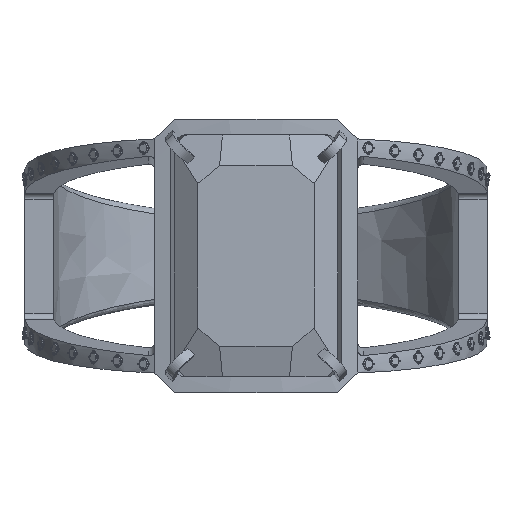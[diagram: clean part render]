
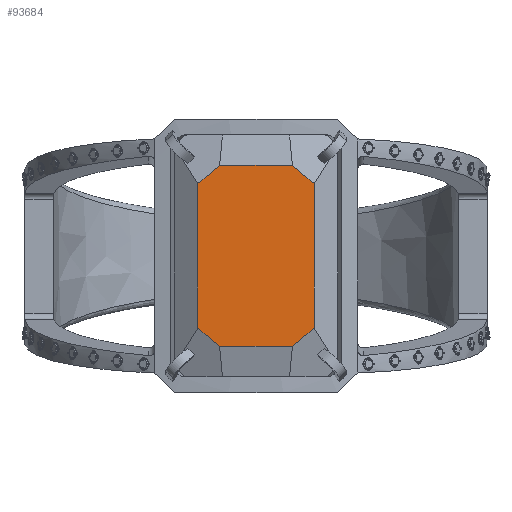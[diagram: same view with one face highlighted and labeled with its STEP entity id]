
A CAD part, top view. The second image highlights one B-rep face of the part: STEP entity #93684.
In plain terms, the highlighted planar face has unit normal (0, 0, 1).
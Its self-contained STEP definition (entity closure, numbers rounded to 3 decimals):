
#93684 = ADVANCED_FACE('',(#93685),#93751,.T.);
#93685 = FACE_BOUND('',#93686,.T.);
#93686 = EDGE_LOOP('',(#93687,#93697,#93705,#93713,#93721,#93729,#93737,
    #93745));
#93687 = ORIENTED_EDGE('',*,*,#93688,.F.);
#93688 = EDGE_CURVE('',#93689,#93691,#93693,.T.);
#93689 = VERTEX_POINT('',#93690);
#93690 = CARTESIAN_POINT('',(1.48,-3.681,20.237));
#93691 = VERTEX_POINT('',#93692);
#93692 = CARTESIAN_POINT('',(-1.48,-3.681,20.237));
#93693 = LINE('',#93694,#93695);
#93694 = CARTESIAN_POINT('',(-0.032,-3.681,20.237)
  );
#93695 = VECTOR('',#93696,1.);
#93696 = DIRECTION('',(-1.,0.,0.));
#93697 = ORIENTED_EDGE('',*,*,#93698,.T.);
#93698 = EDGE_CURVE('',#93689,#93699,#93701,.T.);
#93699 = VERTEX_POINT('',#93700);
#93700 = CARTESIAN_POINT('',(2.369,-2.935,20.237));
#93701 = LINE('',#93702,#93703);
#93702 = CARTESIAN_POINT('',(3.54,-1.953,20.237));
#93703 = VECTOR('',#93704,1.);
#93704 = DIRECTION('',(0.766,0.643,0.));
#93705 = ORIENTED_EDGE('',*,*,#93706,.F.);
#93706 = EDGE_CURVE('',#93707,#93699,#93709,.T.);
#93707 = VERTEX_POINT('',#93708);
#93708 = CARTESIAN_POINT('',(2.369,2.935,20.237));
#93709 = LINE('',#93710,#93711);
#93710 = CARTESIAN_POINT('',(2.369,2.304,20.237));
#93711 = VECTOR('',#93712,1.);
#93712 = DIRECTION('',(0.,-1.,0.));
#93713 = ORIENTED_EDGE('',*,*,#93714,.F.);
#93714 = EDGE_CURVE('',#93715,#93707,#93717,.T.);
#93715 = VERTEX_POINT('',#93716);
#93716 = CARTESIAN_POINT('',(1.48,3.681,20.237));
#93717 = LINE('',#93718,#93719);
#93718 = CARTESIAN_POINT('',(1.271,3.857,20.237));
#93719 = VECTOR('',#93720,1.);
#93720 = DIRECTION('',(0.766,-0.643,0.));
#93721 = ORIENTED_EDGE('',*,*,#93722,.T.);
#93722 = EDGE_CURVE('',#93715,#93723,#93725,.T.);
#93723 = VERTEX_POINT('',#93724);
#93724 = CARTESIAN_POINT('',(-1.48,3.681,20.237));
#93725 = LINE('',#93726,#93727);
#93726 = CARTESIAN_POINT('',(-0.032,3.681,20.237)
  );
#93727 = VECTOR('',#93728,1.);
#93728 = DIRECTION('',(-1.,0.,0.));
#93729 = ORIENTED_EDGE('',*,*,#93730,.T.);
#93730 = EDGE_CURVE('',#93723,#93731,#93733,.T.);
#93731 = VERTEX_POINT('',#93732);
#93732 = CARTESIAN_POINT('',(-2.369,2.935,20.237));
#93733 = LINE('',#93734,#93735);
#93734 = CARTESIAN_POINT('',(-1.309,3.825,20.237));
#93735 = VECTOR('',#93736,1.);
#93736 = DIRECTION('',(-0.766,-0.643,0.));
#93737 = ORIENTED_EDGE('',*,*,#93738,.T.);
#93738 = EDGE_CURVE('',#93731,#93739,#93741,.T.);
#93739 = VERTEX_POINT('',#93740);
#93740 = CARTESIAN_POINT('',(-2.369,-2.935,20.237));
#93741 = LINE('',#93742,#93743);
#93742 = CARTESIAN_POINT('',(-2.369,2.304,20.237));
#93743 = VECTOR('',#93744,1.);
#93744 = DIRECTION('',(0.,-1.,0.));
#93745 = ORIENTED_EDGE('',*,*,#93746,.F.);
#93746 = EDGE_CURVE('',#93691,#93739,#93747,.T.);
#93747 = LINE('',#93748,#93749);
#93748 = CARTESIAN_POINT('',(-3.578,-1.921,20.237));
#93749 = VECTOR('',#93750,1.);
#93750 = DIRECTION('',(-0.766,0.643,0.));
#93751 = PLANE('',#93752);
#93752 = AXIS2_PLACEMENT_3D('',#93753,#93754,#93755);
#93753 = CARTESIAN_POINT('',(-0.032,2.304,20.237
    ));
#93754 = DIRECTION('',(0.,0.,1.));
#93755 = DIRECTION('',(1.,0.,-0.));
